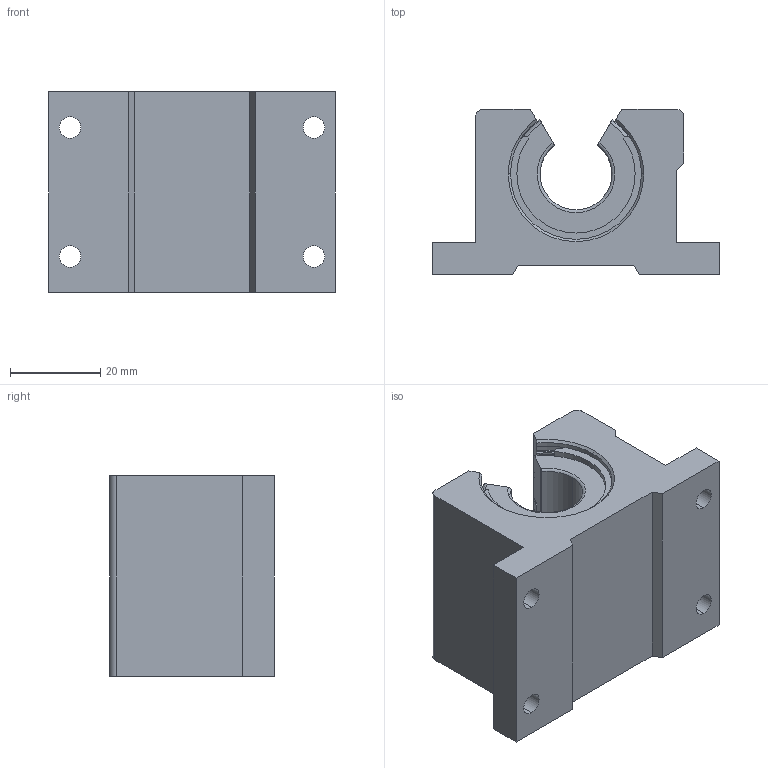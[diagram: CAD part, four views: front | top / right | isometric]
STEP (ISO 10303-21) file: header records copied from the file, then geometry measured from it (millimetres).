
FILE_DESCRIPTION (( 'STEP AP203' ), '1' );
FILE_NAME ('PN10C.step', '2023-06-07T12:34:52', ( '' ), ( '' ), 'SwSTEP 2.0', 'SolidWorks 2021', '' );
FILE_SCHEMA (( 'CONFIG_CONTROL_DESIGN' ));
Length unit declared in the file: inch
Products named in the file (1): PN10C
Bounding box: 63.5 x 36.5 x 44.45 mm (x, y, z)
Volume: 59464.3 mm3; surface area: 25688.5 mm2
Topology: 8 solids, 8 shells, 207 faces, 542 edges, 350 vertices
Faces by surface type: cylinder 94, plane 54, cone 45, torus 10, bspline 4
Entity records: 7051 total; most frequent: CARTESIAN_POINT 1792, DIRECTION 1118, ORIENTED_EDGE 1084, EDGE_CURVE 542, AXIS2_PLACEMENT_3D 440, VERTEX_POINT 350, VECTOR 238, LINE 238
